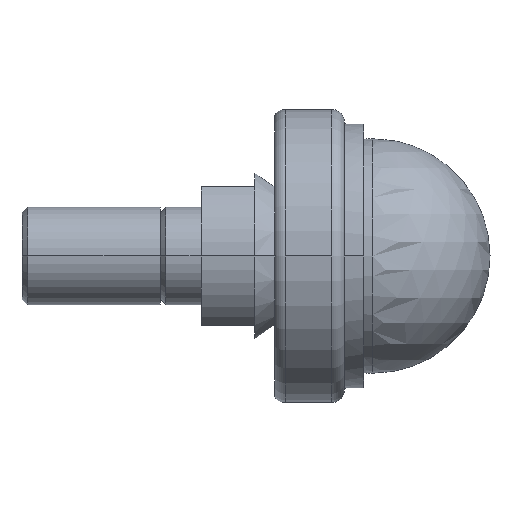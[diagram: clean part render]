
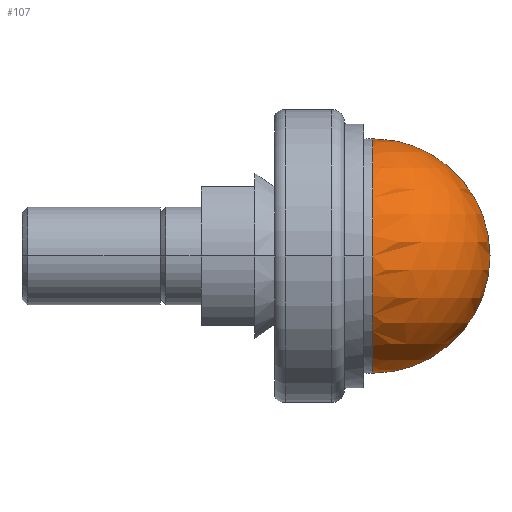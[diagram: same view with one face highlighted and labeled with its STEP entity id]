
A CAD part, left-side view. The second image highlights one B-rep face of the part: STEP entity #107.
In plain terms, the highlighted spherical face has radius 14.4 mm.
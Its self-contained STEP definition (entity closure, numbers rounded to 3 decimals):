
#107=ADVANCED_FACE('',(#227),#228,.T.);
#227=FACE_OUTER_BOUND('',#380,.T.);
#228=SPHERICAL_SURFACE('',#381,14.4);
#380=EDGE_LOOP('',(#768,#769,#770));
#381=AXIS2_PLACEMENT_3D('',#771,#772,#773);
#768=ORIENTED_EDGE('',*,*,#1018,.T.);
#769=ORIENTED_EDGE('',*,*,#997,.T.);
#770=ORIENTED_EDGE('',*,*,#1111,.T.);
#771=CARTESIAN_POINT('',(-51.6,0.0,0.));
#772=DIRECTION('',(0.,0.0,-1.0));
#773=DIRECTION('',(-1.0,0.0,0.));
#997=EDGE_CURVE('',#1167,#1164,#1168,.T.);
#1018=EDGE_CURVE('',#1205,#1167,#1206,.T.);
#1111=EDGE_CURVE('',#1164,#1205,#1357,.T.);
#1164=VERTEX_POINT('',#1439);
#1167=VERTEX_POINT('',#1443);
#1168=CIRCLE('',#1444,14.4);
#1205=VERTEX_POINT('',#1503);
#1206=CIRCLE('',#1504,14.4);
#1357=CIRCLE('',#1766,14.4);
#1439=CARTESIAN_POINT('',(-51.6,-14.4,0.));
#1443=CARTESIAN_POINT('',(-51.6,0.,-14.4));
#1444=AXIS2_PLACEMENT_3D('',#1869,#1870,#1871);
#1503=CARTESIAN_POINT('',(-51.6,0.,14.4));
#1504=AXIS2_PLACEMENT_3D('',#1918,#1919,#1920);
#1766=AXIS2_PLACEMENT_3D('',#2123,#2124,#2125);
#1869=CARTESIAN_POINT('',(-51.6,0.0,0.));
#1870=DIRECTION('',(-1.0,0.0,0.));
#1871=DIRECTION('',(0.0,1.0,0.0));
#1918=CARTESIAN_POINT('',(-51.6,0.0,0.));
#1919=DIRECTION('',(0.,-1.0,0.));
#1920=DIRECTION('',(0.0,0.,1.0));
#2123=CARTESIAN_POINT('',(-51.6,0.0,0.));
#2124=DIRECTION('',(-1.0,0.0,0.));
#2125=DIRECTION('',(0.0,1.0,0.0));
